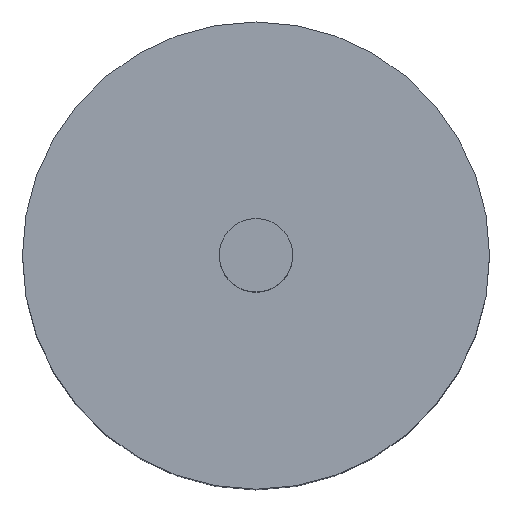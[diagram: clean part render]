
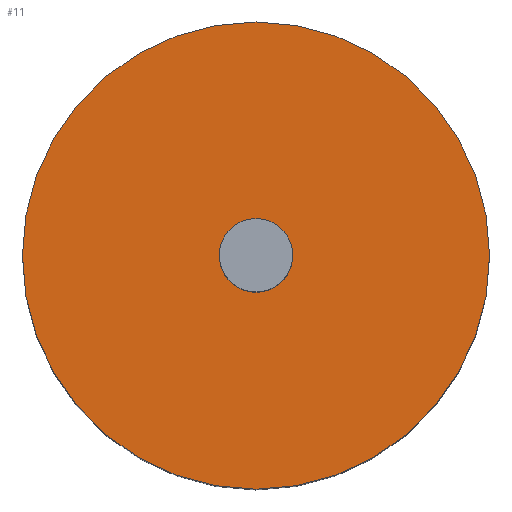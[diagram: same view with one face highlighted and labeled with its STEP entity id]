
A CAD part, top view. The second image highlights one B-rep face of the part: STEP entity #11.
In plain terms, the highlighted planar face has unit normal (0, 0, 1).
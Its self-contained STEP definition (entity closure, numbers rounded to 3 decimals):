
#6 = VERTEX_POINT ( 'NONE', #91 ) ;
#8 = CARTESIAN_POINT ( 'NONE',  ( 0., 0., 36. ) ) ;
#9 = DIRECTION ( 'NONE',  ( 1., 0., 0. ) ) ;
#11 = ADVANCED_FACE ( 'NONE', ( #43, #100 ), #181, .T. ) ;
#12 = VERTEX_POINT ( 'NONE', #238 ) ;
#14 = DIRECTION ( 'NONE',  ( 1., 0., 0. ) ) ;
#25 = EDGE_CURVE ( 'NONE', #156, #6, #194, .T. ) ;
#30 = EDGE_CURVE ( 'NONE', #6, #156, #51, .T. ) ;
#33 = CARTESIAN_POINT ( 'NONE',  ( 0., 0., 36. ) ) ;
#35 = AXIS2_PLACEMENT_3D ( 'NONE', #33, #105, #14 ) ;
#43 = FACE_BOUND ( 'NONE', #44, .T. ) ;
#44 = EDGE_LOOP ( 'NONE', ( #222, #246 ) ) ;
#50 = DIRECTION ( 'NONE',  ( 1., 0., 0. ) ) ;
#51 = CIRCLE ( 'NONE', #59, 19.1 ) ;
#52 = ORIENTED_EDGE ( 'NONE', *, *, #25, .T. ) ;
#53 = AXIS2_PLACEMENT_3D ( 'NONE', #8, #139, #50 ) ;
#59 = AXIS2_PLACEMENT_3D ( 'NONE', #183, #120, #9 ) ;
#61 = EDGE_CURVE ( 'NONE', #178, #12, #141, .T. ) ;
#91 = CARTESIAN_POINT ( 'NONE',  ( -19.1, 0., 36. ) ) ;
#98 = CARTESIAN_POINT ( 'NONE',  ( 3., 0., 36. ) ) ;
#100 = FACE_OUTER_BOUND ( 'NONE', #212, .T. ) ;
#105 = DIRECTION ( 'NONE',  ( 0., 0., 1. ) ) ;
#118 = DIRECTION ( 'NONE',  ( 1., 0., 0. ) ) ;
#120 = DIRECTION ( 'NONE',  ( 0., 0., 1. ) ) ;
#134 = CIRCLE ( 'NONE', #35, 3. ) ;
#139 = DIRECTION ( 'NONE',  ( 0., 0., 1. ) ) ;
#140 = DIRECTION ( 'NONE',  ( 0., 0., 1. ) ) ;
#141 = CIRCLE ( 'NONE', #217, 3. ) ;
#156 = VERTEX_POINT ( 'NONE', #202 ) ;
#165 = DIRECTION ( 'NONE',  ( 0., 0., 1. ) ) ;
#178 = VERTEX_POINT ( 'NONE', #98 ) ;
#181 = PLANE ( 'NONE',  #236 ) ;
#182 = DIRECTION ( 'NONE',  ( 1., 0., 0. ) ) ;
#183 = CARTESIAN_POINT ( 'NONE',  ( 0., 0., 36. ) ) ;
#191 = EDGE_CURVE ( 'NONE', #12, #178, #134, .T. ) ;
#194 = CIRCLE ( 'NONE', #53, 19.1 ) ;
#196 = CARTESIAN_POINT ( 'NONE',  ( 0., 0., 36. ) ) ;
#202 = CARTESIAN_POINT ( 'NONE',  ( 19.1, 0., 36. ) ) ;
#212 = EDGE_LOOP ( 'NONE', ( #254, #52 ) ) ;
#217 = AXIS2_PLACEMENT_3D ( 'NONE', #240, #140, #182 ) ;
#222 = ORIENTED_EDGE ( 'NONE', *, *, #191, .F. ) ;
#236 = AXIS2_PLACEMENT_3D ( 'NONE', #196, #165, #118 ) ;
#238 = CARTESIAN_POINT ( 'NONE',  ( -3., 0., 36. ) ) ;
#240 = CARTESIAN_POINT ( 'NONE',  ( 0., 0., 36. ) ) ;
#246 = ORIENTED_EDGE ( 'NONE', *, *, #61, .F. ) ;
#254 = ORIENTED_EDGE ( 'NONE', *, *, #30, .T. ) ;
